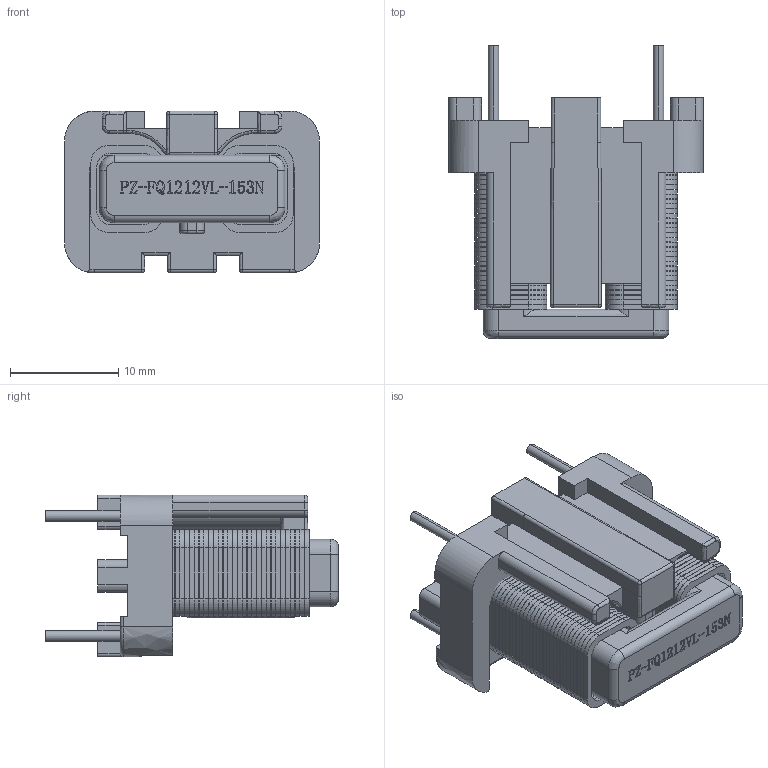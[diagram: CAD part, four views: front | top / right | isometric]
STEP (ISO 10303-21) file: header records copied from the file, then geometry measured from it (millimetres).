
FILE_DESCRIPTION(('FreeCAD Model'),'2;1');
FILE_NAME('Open CASCADE Shape Model','2025-04-29T10:10:58',('FreeCAD'),( 'FreeCAD'),'Open CASCADE STEP processor 7.6','FreeCAD','Unknown');
FILE_SCHEMA(('AUTOMOTIVE_DESIGN { 1 0 10303 214 1 1 1 1 }'));
Products named in the file (1): Open CASCADE STEP translator 7.6 1
Bounding box: 23.5 x 27.05 x 14.93 mm (x, y, z)
Volume: 3341.7 mm3; surface area: 6018.3 mm2
Topology: 60 solids, 60 shells, 1561 faces, 4172 edges, 2746 vertices
Faces by surface type: bspline 1561
Entity records: 49672 total; most frequent: CARTESIAN_POINT 25365, ORIENTED_EDGE 8326, EDGE_CURVE 4163, B_SPLINE_CURVE_WITH_KNOTS 3016, VERTEX_POINT 2746, FACE_BOUND 1703, EDGE_LOOP 1703, ADVANCED_FACE 1561
